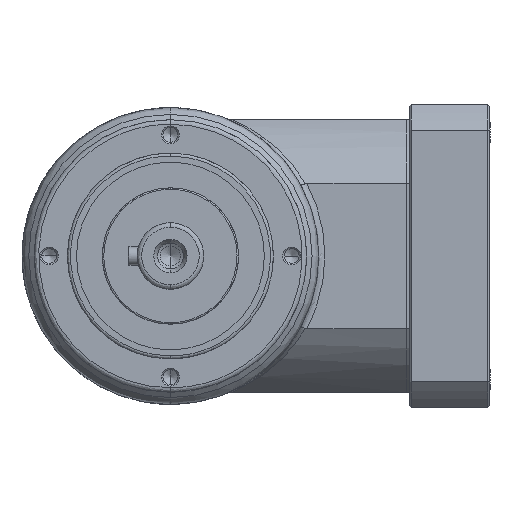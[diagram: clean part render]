
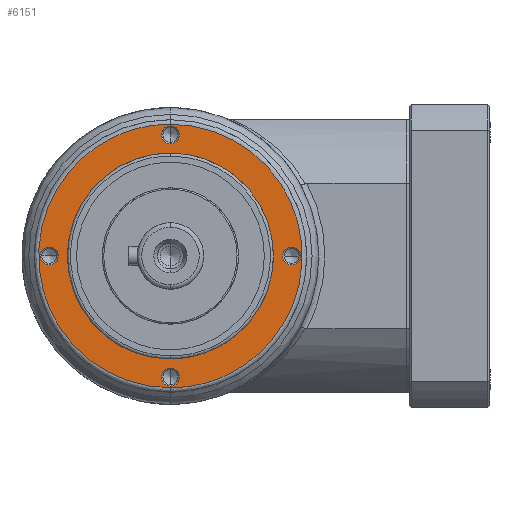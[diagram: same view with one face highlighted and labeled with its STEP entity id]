
A CAD part, left-side view. The second image highlights one B-rep face of the part: STEP entity #6151.
In plain terms, the highlighted face is planar.
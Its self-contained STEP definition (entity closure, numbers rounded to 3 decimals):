
#26 = VERTEX_POINT ( 'NONE', #4098 ) ;
#53 = EDGE_LOOP ( 'NONE', ( #14410, #15621 ) ) ;
#100 = DIRECTION ( 'NONE',  ( 0., 0., -1. ) ) ;
#770 = VERTEX_POINT ( 'NONE', #6023 ) ;
#865 = CARTESIAN_POINT ( 'NONE',  ( -44., 0., -43.5 ) ) ;
#888 = CARTESIAN_POINT ( 'NONE',  ( -44., 87., -43.5 ) ) ;
#928 = CARTESIAN_POINT ( 'NONE',  ( -44., 0., 43.5 ) ) ;
#953 = CARTESIAN_POINT ( 'NONE',  ( -44., 87., 43.5 ) ) ;
#971 = VERTEX_POINT ( 'NONE', #19242 ) ;
#1282 = DIRECTION ( 'NONE',  ( 0., 0., 1. ) ) ;
#1304 = DIRECTION ( 'NONE',  ( -1., 0., 0. ) ) ;
#1365 = CARTESIAN_POINT ( 'NONE',  ( -44., 0., 0. ) ) ;
#1552 = DIRECTION ( 'NONE',  ( -1., 0., 0. ) ) ;
#1722 = CARTESIAN_POINT ( 'NONE',  ( -44., 0., 40. ) ) ;
#2039 = CARTESIAN_POINT ( 'NONE',  ( -44., -87., 43.5 ) ) ;
#2174 = CIRCLE ( 'NONE', #20212, 2.958 ) ;
#2459 = DIRECTION ( 'NONE',  ( 0., 0., -1. ) ) ;
#2473 = DIRECTION ( 'NONE',  ( -1., 0., 0. ) ) ;
#2497 = CARTESIAN_POINT ( 'NONE',  ( -44., 40., 0. ) ) ;
#2603 = DIRECTION ( 'NONE',  ( -1., 0., 0. ) ) ;
#2663 = CARTESIAN_POINT ( 'NONE',  ( -44., 0., -37.042 ) ) ;
#2817 = EDGE_LOOP ( 'NONE', ( #15769, #15984 ) ) ;
#2923 = EDGE_LOOP ( 'NONE', ( #16713, #17063 ) ) ;
#3082 = CIRCLE ( 'NONE', #14771, 2.958 ) ;
#3355 = EDGE_LOOP ( 'NONE', ( #16310, #16345 ) ) ;
#3360 = DIRECTION ( 'NONE',  ( 0., 0., -1. ) ) ;
#3798 = EDGE_CURVE ( 'NONE', #9817, #7785, #13289, .T. ) ;
#4098 = CARTESIAN_POINT ( 'NONE',  ( -44., 0., 43.5 ) ) ;
#4450 = VERTEX_POINT ( 'NONE', #2663 ) ;
#4482 = CIRCLE ( 'NONE', #12888, 2.958 ) ;
#4540 = CARTESIAN_POINT ( 'NONE',  ( -44., 0., -34. ) ) ;
#4583 = VERTEX_POINT ( 'NONE', #4540 ) ;
#4949 = EDGE_CURVE ( 'NONE', #8263, #6173, #8939, .T. ) ;
#5670 = EDGE_CURVE ( 'NONE', #770, #18959, #4482, .T. ) ;
#5748 = DIRECTION ( 'NONE',  ( 0., 0., -1. ) ) ;
#5750 = DIRECTION ( 'NONE',  ( -1., 0., 0. ) ) ;
#5789 = CARTESIAN_POINT ( 'NONE',  ( -44., 40., 0. ) ) ;
#6023 = CARTESIAN_POINT ( 'NONE',  ( -44., 0., 37.042 ) ) ;
#6151 = ADVANCED_FACE ( 'NONE', ( #11685, #10896, #11018, #10781, #11765, #10767 ), #8787, .T. ) ;
#6173 = VERTEX_POINT ( 'NONE', #9646 ) ;
#7092 = CARTESIAN_POINT ( 'NONE',  ( -44., 0., -42.958 ) ) ;
#7678 = CARTESIAN_POINT ( 'NONE',  ( -44., 0., 34. ) ) ;
#7785 = VERTEX_POINT ( 'NONE', #7959 ) ;
#7959 = CARTESIAN_POINT ( 'NONE',  ( -44., 40., 2.958 ) ) ;
#8053 = CIRCLE ( 'NONE', #12518, 2.958 ) ;
#8119 = AXIS2_PLACEMENT_3D ( 'NONE', #8558, #8541, #8491 ) ;
#8125 = CIRCLE ( 'NONE', #16660, 2.958 ) ;
#8263 = VERTEX_POINT ( 'NONE', #11015 ) ;
#8379 = DIRECTION ( 'NONE',  ( -1., 0., 0. ) ) ;
#8491 = DIRECTION ( 'NONE',  ( 0., 0., -1. ) ) ;
#8496 = AXIS2_PLACEMENT_3D ( 'NONE', #5789, #5750, #5748 ) ;
#8541 = DIRECTION ( 'NONE',  ( 1., 0., 0. ) ) ;
#8558 = CARTESIAN_POINT ( 'NONE',  ( -44., 0., 0. ) ) ;
#8669 = CARTESIAN_POINT ( 'NONE',  ( -44., -87., -43.5 ) ) ;
#8787 = PLANE ( 'NONE',  #8119 ) ;
#8808 =( BOUNDED_CURVE ( )  B_SPLINE_CURVE ( 3, ( #19710, #8669, #2039, #13403 ),
 .UNSPECIFIED., .F., .F. ) 
 B_SPLINE_CURVE_WITH_KNOTS ( ( 4, 4 ),
 ( 0., 0.5 ),
 .UNSPECIFIED. ) 
 CURVE ( )  GEOMETRIC_REPRESENTATION_ITEM ( )  RATIONAL_B_SPLINE_CURVE ( ( 1., 0.333, 0.333, 1. ) ) 
 REPRESENTATION_ITEM ( '' )  );
#8939 = CIRCLE ( 'NONE', #20713, 2.958 ) ;
#9646 = CARTESIAN_POINT ( 'NONE',  ( -44., -40., 2.958 ) ) ;
#9817 = VERTEX_POINT ( 'NONE', #15730 ) ;
#10055 = DIRECTION ( 'NONE',  ( -1., 0., 0. ) ) ;
#10382 = AXIS2_PLACEMENT_3D ( 'NONE', #11404, #1552, #12940 ) ;
#10767 = FACE_BOUND ( 'NONE', #2923, .T. ) ;
#10781 = FACE_BOUND ( 'NONE', #2817, .T. ) ;
#10896 = FACE_BOUND ( 'NONE', #20514, .T. ) ;
#11015 = CARTESIAN_POINT ( 'NONE',  ( -44., -40., -2.958 ) ) ;
#11018 = FACE_OUTER_BOUND ( 'NONE', #53, .T. ) ;
#11404 = CARTESIAN_POINT ( 'NONE',  ( -44., 0., 0. ) ) ;
#11685 = FACE_BOUND ( 'NONE', #20286, .T. ) ;
#11765 = FACE_BOUND ( 'NONE', #3355, .T. ) ;
#11948 = EDGE_CURVE ( 'NONE', #7785, #9817, #2174, .T. ) ;
#12099 = EDGE_CURVE ( 'NONE', #4583, #17273, #14962, .T. ) ;
#12125 = CIRCLE ( 'NONE', #10382, 34. ) ;
#12134 = EDGE_CURVE ( 'NONE', #26, #971, #16407, .T. ) ;
#12245 = CARTESIAN_POINT ( 'NONE',  ( -44., 0., 42.958 ) ) ;
#12357 = CARTESIAN_POINT ( 'NONE',  ( -44., 0., -40. ) ) ;
#12466 = CARTESIAN_POINT ( 'NONE',  ( -44., -40., 0. ) ) ;
#12495 = DIRECTION ( 'NONE',  ( -1., 0., 0. ) ) ;
#12517 = DIRECTION ( 'NONE',  ( 0., 0., -1. ) ) ;
#12518 = AXIS2_PLACEMENT_3D ( 'NONE', #12357, #2603, #13999 ) ;
#12888 = AXIS2_PLACEMENT_3D ( 'NONE', #15375, #15325, #15302 ) ;
#12940 = DIRECTION ( 'NONE',  ( 0., 0., 1. ) ) ;
#13090 = DIRECTION ( 'NONE',  ( -1., 0., 0. ) ) ;
#13139 = EDGE_CURVE ( 'NONE', #6173, #8263, #8125, .T. ) ;
#13289 = CIRCLE ( 'NONE', #8496, 2.958 ) ;
#13403 = CARTESIAN_POINT ( 'NONE',  ( -44., 0., 43.5 ) ) ;
#13515 = ORIENTED_EDGE ( 'NONE', *, *, #5670, .T. ) ;
#13632 = EDGE_CURVE ( 'NONE', #18959, #770, #17023, .T. ) ;
#13660 = EDGE_CURVE ( 'NONE', #4450, #17060, #3082, .T. ) ;
#13700 = ORIENTED_EDGE ( 'NONE', *, *, #13632, .T. ) ;
#13761 = ORIENTED_EDGE ( 'NONE', *, *, #19486, .T. ) ;
#13999 = DIRECTION ( 'NONE',  ( 0., 0., -1. ) ) ;
#14335 = ORIENTED_EDGE ( 'NONE', *, *, #13660, .T. ) ;
#14410 = ORIENTED_EDGE ( 'NONE', *, *, #12134, .F. ) ;
#14771 = AXIS2_PLACEMENT_3D ( 'NONE', #19462, #10055, #100 ) ;
#14833 = AXIS2_PLACEMENT_3D ( 'NONE', #1722, #13090, #3360 ) ;
#14962 = CIRCLE ( 'NONE', #19984, 34. ) ;
#15302 = DIRECTION ( 'NONE',  ( 0., 0., -1. ) ) ;
#15325 = DIRECTION ( 'NONE',  ( -1., 0., 0. ) ) ;
#15375 = CARTESIAN_POINT ( 'NONE',  ( -44., 0., 40. ) ) ;
#15621 = ORIENTED_EDGE ( 'NONE', *, *, #17922, .F. ) ;
#15730 = CARTESIAN_POINT ( 'NONE',  ( -44., 40., -2.958 ) ) ;
#15769 = ORIENTED_EDGE ( 'NONE', *, *, #19911, .T. ) ;
#15984 = ORIENTED_EDGE ( 'NONE', *, *, #12099, .T. ) ;
#16310 = ORIENTED_EDGE ( 'NONE', *, *, #3798, .T. ) ;
#16345 = ORIENTED_EDGE ( 'NONE', *, *, #11948, .T. ) ;
#16407 =( BOUNDED_CURVE ( )  B_SPLINE_CURVE ( 3, ( #928, #953, #888, #865 ),
 .UNSPECIFIED., .F., .F. ) 
 B_SPLINE_CURVE_WITH_KNOTS ( ( 4, 4 ),
 ( 0.5, 1. ),
 .UNSPECIFIED. ) 
 CURVE ( )  GEOMETRIC_REPRESENTATION_ITEM ( )  RATIONAL_B_SPLINE_CURVE ( ( 1., 0.333, 0.333, 1. ) ) 
 REPRESENTATION_ITEM ( '' )  );
#16660 = AXIS2_PLACEMENT_3D ( 'NONE', #17847, #8379, #19410 ) ;
#16713 = ORIENTED_EDGE ( 'NONE', *, *, #4949, .T. ) ;
#17023 = CIRCLE ( 'NONE', #14833, 2.958 ) ;
#17060 = VERTEX_POINT ( 'NONE', #7092 ) ;
#17063 = ORIENTED_EDGE ( 'NONE', *, *, #13139, .T. ) ;
#17273 = VERTEX_POINT ( 'NONE', #7678 ) ;
#17847 = CARTESIAN_POINT ( 'NONE',  ( -44., -40., 0. ) ) ;
#17922 = EDGE_CURVE ( 'NONE', #971, #26, #8808, .T. ) ;
#18959 = VERTEX_POINT ( 'NONE', #12245 ) ;
#19242 = CARTESIAN_POINT ( 'NONE',  ( -44., 0., -43.5 ) ) ;
#19410 = DIRECTION ( 'NONE',  ( 0., 0., -1. ) ) ;
#19462 = CARTESIAN_POINT ( 'NONE',  ( -44., 0., -40. ) ) ;
#19486 = EDGE_CURVE ( 'NONE', #17060, #4450, #8053, .T. ) ;
#19710 = CARTESIAN_POINT ( 'NONE',  ( -44., 0., -43.5 ) ) ;
#19911 = EDGE_CURVE ( 'NONE', #17273, #4583, #12125, .T. ) ;
#19984 = AXIS2_PLACEMENT_3D ( 'NONE', #1365, #1304, #1282 ) ;
#20212 = AXIS2_PLACEMENT_3D ( 'NONE', #2497, #2473, #2459 ) ;
#20286 = EDGE_LOOP ( 'NONE', ( #13515, #13700 ) ) ;
#20514 = EDGE_LOOP ( 'NONE', ( #13761, #14335 ) ) ;
#20713 = AXIS2_PLACEMENT_3D ( 'NONE', #12466, #12495, #12517 ) ;
